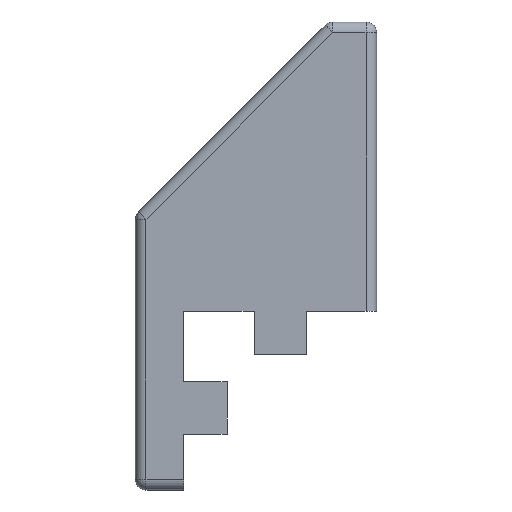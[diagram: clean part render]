
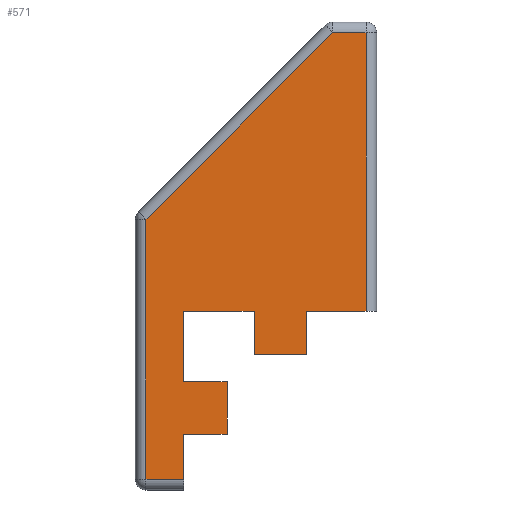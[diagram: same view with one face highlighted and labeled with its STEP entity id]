
A CAD part, left-side view. The second image highlights one B-rep face of the part: STEP entity #571.
In plain terms, the highlighted planar face has unit normal (-1, 0, 0).
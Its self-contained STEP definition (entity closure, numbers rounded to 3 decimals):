
#5 = CARTESIAN_POINT ( 'NONE',  ( 133., 10., 10. ) ) ;
#26 = CARTESIAN_POINT ( 'NONE',  ( 133., -8.9, 38.9 ) ) ;
#43 = CARTESIAN_POINT ( 'NONE',  ( 133., 10., -2.7 ) ) ;
#44 = EDGE_CURVE ( 'NONE', #961, #273, #1888, .T. ) ;
#54 = CARTESIAN_POINT ( 'NONE',  ( 133., 10., 2.7 ) ) ;
#91 = VERTEX_POINT ( 'NONE', #2280 ) ;
#122 = CARTESIAN_POINT ( 'NONE',  ( 133., 10., -7.4 ) ) ;
#157 = CARTESIAN_POINT ( 'NONE',  ( 133., 10., -2.7 ) ) ;
#164 = DIRECTION ( 'NONE',  ( 0., 1., 0. ) ) ;
#238 = DIRECTION ( 'NONE',  ( 0., 0., 1. ) ) ;
#241 = LINE ( 'NONE', #1177, #2052 ) ;
#273 = VERTEX_POINT ( 'NONE', #26 ) ;
#283 = EDGE_CURVE ( 'NONE', #1318, #2068, #1338, .T. ) ;
#304 = VERTEX_POINT ( 'NONE', #2253 ) ;
#316 = ORIENTED_EDGE ( 'NONE', *, *, #2003, .T. ) ;
#328 = EDGE_LOOP ( 'NONE', ( #1798, #1921, #316, #2168, #1894, #1715, #926, #2344, #657, #1462, #1145, #1412, #2209, #1552, #465 ) ) ;
#338 = CARTESIAN_POINT ( 'NONE',  ( 133., 2.7, 5.5 ) ) ;
#388 = DIRECTION ( 'NONE',  ( 0., -1., 0. ) ) ;
#398 = LINE ( 'NONE', #2055, #1954 ) ;
#465 = ORIENTED_EDGE ( 'NONE', *, *, #1992, .T. ) ;
#473 = DIRECTION ( 'NONE',  ( 0., 0.707, -0.707 ) ) ;
#514 = CARTESIAN_POINT ( 'NONE',  ( 133., 10., 10. ) ) ;
#519 = EDGE_CURVE ( 'NONE', #2366, #304, #241, .T. ) ;
#566 = EDGE_CURVE ( 'NONE', #2068, #1062, #1902, .T. ) ;
#571 = ADVANCED_FACE ( 'NONE', ( #1191 ), #1425, .F. ) ;
#579 = LINE ( 'NONE', #2008, #1612 ) ;
#619 = CARTESIAN_POINT ( 'NONE',  ( 133., 10., 2.7 ) ) ;
#625 = EDGE_CURVE ( 'NONE', #2242, #91, #1013, .T. ) ;
#632 = CARTESIAN_POINT ( 'NONE',  ( 133., 5.5, 2.7 ) ) ;
#657 = ORIENTED_EDGE ( 'NONE', *, *, #566, .T. ) ;
#668 = EDGE_CURVE ( 'NONE', #2338, #2366, #848, .T. ) ;
#717 = EDGE_CURVE ( 'NONE', #1402, #1760, #1479, .T. ) ;
#723 = EDGE_CURVE ( 'NONE', #1791, #1318, #1786, .T. ) ;
#747 = DIRECTION ( 'NONE',  ( 0., 0., 1. ) ) ;
#782 = LINE ( 'NONE', #1519, #1350 ) ;
#822 = LINE ( 'NONE', #1240, #2102 ) ;
#843 = DIRECTION ( 'NONE',  ( 0., 0., 1. ) ) ;
#848 = LINE ( 'NONE', #2309, #1140 ) ;
#860 = DIRECTION ( 'NONE',  ( 0., 0., -1. ) ) ;
#869 = VECTOR ( 'NONE', #747, 1000. ) ;
#926 = ORIENTED_EDGE ( 'NONE', *, *, #723, .T. ) ;
#952 = CARTESIAN_POINT ( 'NONE',  ( 133., -8.9, 0. ) ) ;
#961 = VERTEX_POINT ( 'NONE', #1498 ) ;
#988 = CARTESIAN_POINT ( 'NONE',  ( 133., 5.5, -2.7 ) ) ;
#991 = CARTESIAN_POINT ( 'NONE',  ( 133., 5.5, -2.7 ) ) ;
#1013 = LINE ( 'NONE', #1952, #1940 ) ;
#1019 = VECTOR ( 'NONE', #1505, 1000. ) ;
#1027 = VECTOR ( 'NONE', #2372, 1000. ) ;
#1040 = DIRECTION ( 'NONE',  ( 1., 0., 0. ) ) ;
#1062 = VERTEX_POINT ( 'NONE', #632 ) ;
#1077 = EDGE_CURVE ( 'NONE', #1365, #1402, #1417, .T. ) ;
#1140 = VECTOR ( 'NONE', #473, 1000. ) ;
#1145 = ORIENTED_EDGE ( 'NONE', *, *, #1077, .T. ) ;
#1177 = CARTESIAN_POINT ( 'NONE',  ( 133., 13.9, 0. ) ) ;
#1181 = AXIS2_PLACEMENT_3D ( 'NONE', #2273, #1040, #860 ) ;
#1188 = CARTESIAN_POINT ( 'NONE',  ( 133., 2.7, 5.5 ) ) ;
#1191 = FACE_OUTER_BOUND ( 'NONE', #328, .T. ) ;
#1240 = CARTESIAN_POINT ( 'NONE',  ( 133., -2.7, 10. ) ) ;
#1274 = LINE ( 'NONE', #338, #1027 ) ;
#1285 = EDGE_CURVE ( 'NONE', #1760, #2242, #1274, .T. ) ;
#1318 = VERTEX_POINT ( 'NONE', #43 ) ;
#1338 = LINE ( 'NONE', #1352, #1019 ) ;
#1350 = VECTOR ( 'NONE', #1710, 1000. ) ;
#1352 = CARTESIAN_POINT ( 'NONE',  ( 133., 10., -2.7 ) ) ;
#1365 = VERTEX_POINT ( 'NONE', #54 ) ;
#1402 = VERTEX_POINT ( 'NONE', #5 ) ;
#1412 = ORIENTED_EDGE ( 'NONE', *, *, #717, .T. ) ;
#1417 = LINE ( 'NONE', #619, #1796 ) ;
#1425 = PLANE ( 'NONE',  #1181 ) ;
#1457 = DIRECTION ( 'NONE',  ( 0., -1., 0. ) ) ;
#1462 = ORIENTED_EDGE ( 'NONE', *, *, #2275, .T. ) ;
#1479 = LINE ( 'NONE', #514, #1602 ) ;
#1498 = CARTESIAN_POINT ( 'NONE',  ( 133., -8.9, 10. ) ) ;
#1505 = DIRECTION ( 'NONE',  ( 0., -1., 0. ) ) ;
#1519 = CARTESIAN_POINT ( 'NONE',  ( 133., -2.7, 5.5 ) ) ;
#1552 = ORIENTED_EDGE ( 'NONE', *, *, #625, .T. ) ;
#1581 = DIRECTION ( 'NONE',  ( 0., -1., 0. ) ) ;
#1602 = VECTOR ( 'NONE', #1457, 1000. ) ;
#1603 = EDGE_CURVE ( 'NONE', #304, #1791, #579, .T. ) ;
#1612 = VECTOR ( 'NONE', #388, 1000. ) ;
#1679 = DIRECTION ( 'NONE',  ( 0., 0., -1. ) ) ;
#1710 = DIRECTION ( 'NONE',  ( 0., 0., 1. ) ) ;
#1715 = ORIENTED_EDGE ( 'NONE', *, *, #1603, .T. ) ;
#1746 = EDGE_CURVE ( 'NONE', #2152, #961, #822, .T. ) ;
#1760 = VERTEX_POINT ( 'NONE', #1951 ) ;
#1786 = LINE ( 'NONE', #157, #2324 ) ;
#1791 = VERTEX_POINT ( 'NONE', #122 ) ;
#1796 = VECTOR ( 'NONE', #843, 1000. ) ;
#1798 = ORIENTED_EDGE ( 'NONE', *, *, #1746, .T. ) ;
#1840 = CARTESIAN_POINT ( 'NONE',  ( 133., -5.456, 38.9 ) ) ;
#1877 = DIRECTION ( 'NONE',  ( 0., 1., 0. ) ) ;
#1888 = LINE ( 'NONE', #952, #2050 ) ;
#1894 = ORIENTED_EDGE ( 'NONE', *, *, #519, .T. ) ;
#1902 = LINE ( 'NONE', #991, #869 ) ;
#1921 = ORIENTED_EDGE ( 'NONE', *, *, #44, .T. ) ;
#1940 = VECTOR ( 'NONE', #2119, 1000. ) ;
#1951 = CARTESIAN_POINT ( 'NONE',  ( 133., 2.7, 10. ) ) ;
#1952 = CARTESIAN_POINT ( 'NONE',  ( 133., 2.7, 5.5 ) ) ;
#1954 = VECTOR ( 'NONE', #1877, 1000. ) ;
#1992 = EDGE_CURVE ( 'NONE', #91, #2152, #782, .T. ) ;
#1995 = CARTESIAN_POINT ( 'NONE',  ( 133., 10., 2.7 ) ) ;
#2003 = EDGE_CURVE ( 'NONE', #273, #2338, #398, .T. ) ;
#2008 = CARTESIAN_POINT ( 'NONE',  ( 133., 0., -7.4 ) ) ;
#2024 = VECTOR ( 'NONE', #164, 1000. ) ;
#2050 = VECTOR ( 'NONE', #238, 1000. ) ;
#2052 = VECTOR ( 'NONE', #1679, 1000. ) ;
#2055 = CARTESIAN_POINT ( 'NONE',  ( 133., 0., 38.9 ) ) ;
#2068 = VERTEX_POINT ( 'NONE', #988 ) ;
#2087 = CARTESIAN_POINT ( 'NONE',  ( 133., -2.7, 10. ) ) ;
#2102 = VECTOR ( 'NONE', #1581, 1000. ) ;
#2119 = DIRECTION ( 'NONE',  ( 0., -1., 0. ) ) ;
#2152 = VERTEX_POINT ( 'NONE', #2087 ) ;
#2168 = ORIENTED_EDGE ( 'NONE', *, *, #668, .T. ) ;
#2179 = LINE ( 'NONE', #1995, #2024 ) ;
#2184 = DIRECTION ( 'NONE',  ( 0., 0., 1. ) ) ;
#2201 = CARTESIAN_POINT ( 'NONE',  ( 133., 13.9, 19.544 ) ) ;
#2209 = ORIENTED_EDGE ( 'NONE', *, *, #1285, .T. ) ;
#2242 = VERTEX_POINT ( 'NONE', #1188 ) ;
#2253 = CARTESIAN_POINT ( 'NONE',  ( 133., 13.9, -7.4 ) ) ;
#2273 = CARTESIAN_POINT ( 'NONE',  ( 133., 0., 0. ) ) ;
#2275 = EDGE_CURVE ( 'NONE', #1062, #1365, #2179, .T. ) ;
#2280 = CARTESIAN_POINT ( 'NONE',  ( 133., -2.7, 5.5 ) ) ;
#2309 = CARTESIAN_POINT ( 'NONE',  ( 133., 16.722, 16.722 ) ) ;
#2324 = VECTOR ( 'NONE', #2184, 1000. ) ;
#2338 = VERTEX_POINT ( 'NONE', #1840 ) ;
#2344 = ORIENTED_EDGE ( 'NONE', *, *, #283, .T. ) ;
#2366 = VERTEX_POINT ( 'NONE', #2201 ) ;
#2372 = DIRECTION ( 'NONE',  ( 0., 0., -1. ) ) ;
